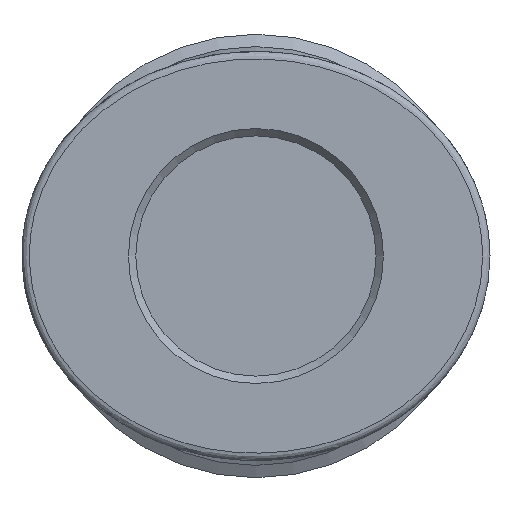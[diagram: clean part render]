
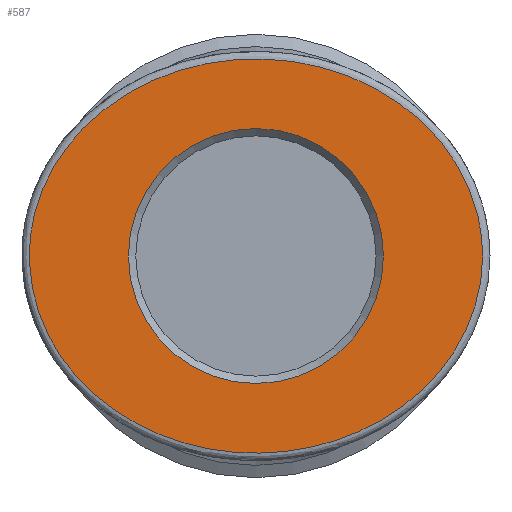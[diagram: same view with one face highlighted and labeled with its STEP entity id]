
A CAD part, left-side view. The second image highlights one B-rep face of the part: STEP entity #587.
In plain terms, the highlighted face is planar.
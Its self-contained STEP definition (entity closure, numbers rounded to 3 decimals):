
#545=CARTESIAN_POINT('',(5.175,5.4,0.));
#546=VERTEX_POINT('',#545);
#547=CARTESIAN_POINT('',(0.,5.4,0.0));
#548=DIRECTION('',(0.0,1.0,0.0));
#549=DIRECTION('',(-1.0,0.0,0.0));
#550=AXIS2_PLACEMENT_3D('',#547,#548,#549);
#551=CIRCLE('',#550,5.175);
#552=EDGE_CURVE('',#546,#546,#551,.T.);
#557=CARTESIAN_POINT('',(0.,5.4,0.));
#558=DIRECTION('',(0.0,-1.0,0.0));
#559=DIRECTION('',(0.0,0.0,-1.0));
#560=AXIS2_PLACEMENT_3D('',#557,#558,#559);
#561=PLANE('',#560);
#562=CARTESIAN_POINT('',(9.2,5.4,0.));
#563=VERTEX_POINT('',#562);
#564=CARTESIAN_POINT('',(9.201,5.4,0.));
#565=CARTESIAN_POINT('',(9.201,5.4,1.285));
#566=CARTESIAN_POINT('',(8.455,5.4,3.856));
#567=CARTESIAN_POINT('',(4.691,5.4,7.578));
#568=CARTESIAN_POINT('',(-0.753,5.4,8.534));
#569=CARTESIAN_POINT('',(-5.627,5.4,6.645));
#570=CARTESIAN_POINT('',(-8.783,5.4,3.547));
#571=CARTESIAN_POINT('',(-9.573,5.4,-0.487));
#572=CARTESIAN_POINT('',(-7.968,5.4,-4.578));
#573=CARTESIAN_POINT('',(-5.24,5.4,-6.885));
#574=CARTESIAN_POINT('',(-0.293,5.4,-8.45));
#575=CARTESIAN_POINT('',(4.688,5.4,-7.581));
#576=CARTESIAN_POINT('',(8.456,5.4,-3.855));
#577=CARTESIAN_POINT('',(9.201,5.4,-1.285));
#578=CARTESIAN_POINT('',(9.201,5.4,0.));
#579=B_SPLINE_CURVE_WITH_KNOTS('',3,(#564,#565,#566,#567,#568,#569,#570,#571,#572,#573,#574,#575,#576,#577,#578),.UNSPECIFIED.,.T.,.U.,(4,1,1,1,1,1,1,1,1,1,1,1,4),(-3.142,-2.693,-2.244,-1.346,-0.898,-0.449,0.15,0.449,1.047,1.346,2.244,2.693,3.142),.UNSPECIFIED.);
#580=EDGE_CURVE('',#563,#563,#579,.T.);
#581=ORIENTED_EDGE('',*,*,#580,.F.);
#582=EDGE_LOOP('',(#581));
#583=FACE_OUTER_BOUND('',#582,.T.);
#584=ORIENTED_EDGE('',*,*,#552,.F.);
#585=EDGE_LOOP('',(#584));
#586=FACE_BOUND('',#585,.T.);
#587=ADVANCED_FACE('',(#583,#586),#561,.F.);
